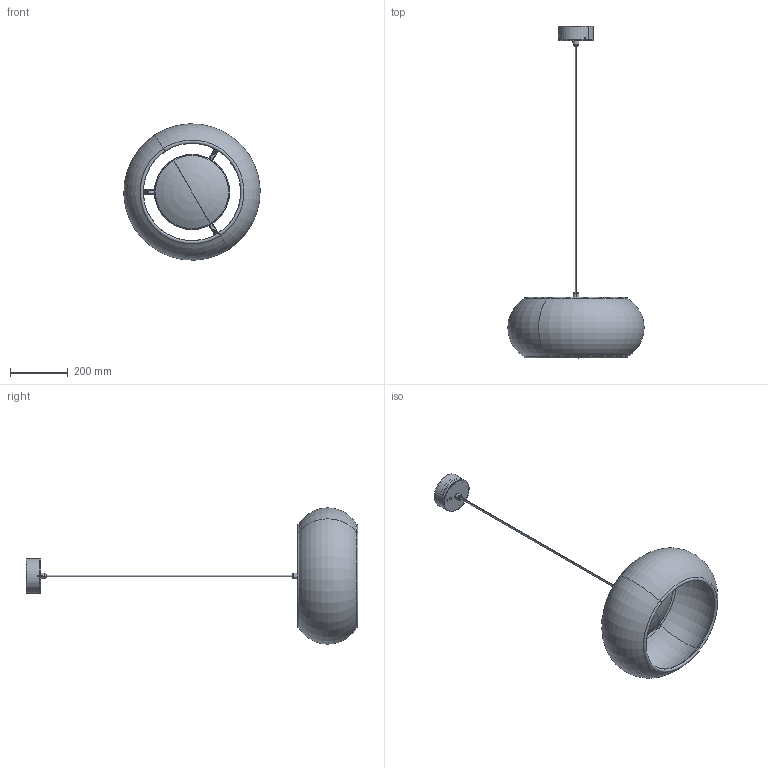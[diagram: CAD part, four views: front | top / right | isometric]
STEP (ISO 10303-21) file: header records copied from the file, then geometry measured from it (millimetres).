
FILE_DESCRIPTION (( 'STEP AP203' ), '1' );
FILE_NAME ('PERRIS S-50 370012151yy.STEP', '2022-10-03T10:04:32', ( '' ), ( '' ), 'SwSTEP 2.0', 'SolidWorks 2019', '' );
FILE_SCHEMA (( 'CONFIG_CONTROL_DESIGN' ));
Length unit declared in the file: millimetre
Products named in the file (16): 000-370-011; 000-370-000_CON TELA; 000-FLO106; 000-914-186; 000-370-010; 000-906-015 PERRIS S-50; 000-338-113; D913-34A2; PERRIS S-50 370012151yy; 000-D7991-36 a2; 000-370-006; 000-309-025; 000-338-150; 000-D914-46 A2; 000-370-001; 000-261-046
Assembly tree (27 placements, depth 3):
  PERRIS S-50 370012151yy
    000-338-113
    000-370-001
    000-370-000_CON TELA
    000-370-010
    000-370-006  x3
    000-309-025
    000-906-015 PERRIS S-50
    000-D7991-36 a2  x6
    000-370-011  x3
    000-FLO106
      000-338-150
      000-261-046
      000-D914-46 A2  x3
      000-914-186
      000-309-025
      D913-34A2
Bounding box: 470.53 x 1145.75 x 470.53 mm (x, y, z)
Volume: 3127879.5 mm3; surface area: 1234841.4 mm2
Topology: 26 solids, 26 shells, 2572 faces, 6234 edges, 3672 vertices
Faces by surface type: bspline 719, plane 641, cylinder 477, torus 352, cone 249, sphere 134
Entity records: 84347 total; most frequent: CARTESIAN_POINT 34519, ORIENTED_EDGE 10668, DIRECTION 8940, EDGE_CURVE 5334, AXIS2_PLACEMENT_3D 3570, VERTEX_POINT 3220, EDGE_LOOP 2402, FACE_OUTER_BOUND 2244
